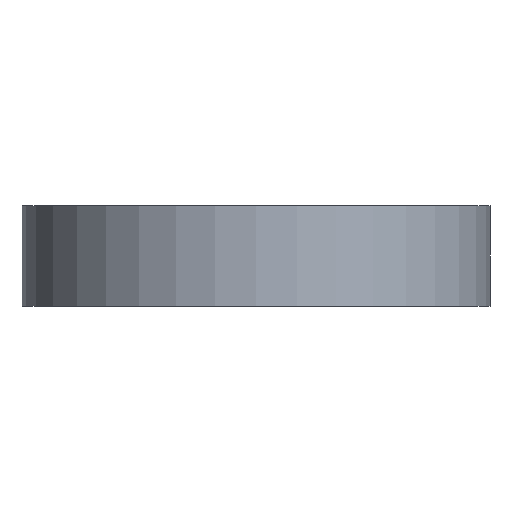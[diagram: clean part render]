
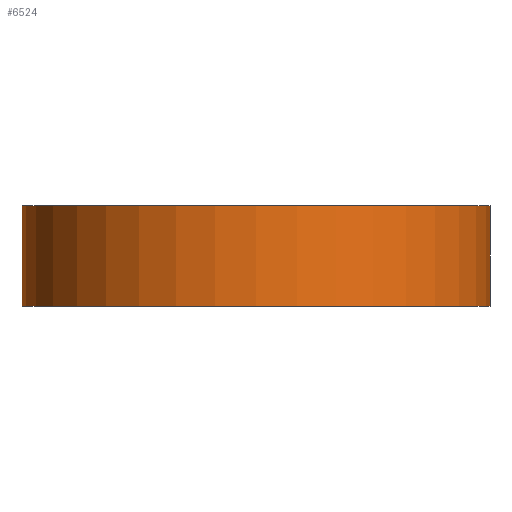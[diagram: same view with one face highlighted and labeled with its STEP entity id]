
A CAD part, front view. The second image highlights one B-rep face of the part: STEP entity #6524.
In plain terms, the highlighted cylindrical face has radius 27.996 mm (diameter 55.992 mm), a full revolution.
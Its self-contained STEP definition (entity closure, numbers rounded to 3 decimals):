
#15=LINE('',#16470,#16);
#16=VECTOR('',#7369,27.996);
#107=CYLINDRICAL_SURFACE('',#6818,27.996);
#110=CIRCLE('',#6547,27.996);
#291=CIRCLE('',#6819,27.996);
#655=FACE_OUTER_BOUND('',#1019,.T.);
#1019=EDGE_LOOP('',(#5528,#5529,#5530,#5531));
#2634=VERTEX_POINT('',#16098);
#2643=VERTEX_POINT('',#16469);
#3534=EDGE_CURVE('',#2634,#2634,#110,.T.);
#3725=EDGE_CURVE('',#2634,#2643,#15,.T.);
#3726=EDGE_CURVE('',#2643,#2643,#291,.T.);
#5528=ORIENTED_EDGE('',*,*,#3534,.T.);
#5529=ORIENTED_EDGE('',*,*,#3725,.T.);
#5530=ORIENTED_EDGE('',*,*,#3726,.F.);
#5531=ORIENTED_EDGE('',*,*,#3725,.F.);
#6524=ADVANCED_FACE('',(#655),#107,.T.);
#6547=AXIS2_PLACEMENT_3D('',#16099,#6825,#6826);
#6818=AXIS2_PLACEMENT_3D('',#16468,#7367,#7368);
#6819=AXIS2_PLACEMENT_3D('',#16471,#7370,#7371);
#6825=DIRECTION('center_axis',(0.,0.,-1.));
#6826=DIRECTION('ref_axis',(-1.,0.,0.));
#7367=DIRECTION('center_axis',(0.,0.,1.));
#7368=DIRECTION('ref_axis',(-1.,0.,0.));
#7369=DIRECTION('',(0.,0.,-1.));
#7370=DIRECTION('center_axis',(0.,0.,-1.));
#7371=DIRECTION('ref_axis',(-1.,0.,0.));
#16098=CARTESIAN_POINT('',(27.996,0.,12.));
#16099=CARTESIAN_POINT('Origin',(0.,0.,12.));
#16468=CARTESIAN_POINT('Origin',(0.,0.,0.));
#16469=CARTESIAN_POINT('',(27.996,0.,0.));
#16470=CARTESIAN_POINT('',(27.996,0.,0.));
#16471=CARTESIAN_POINT('Origin',(0.,0.,0.));
